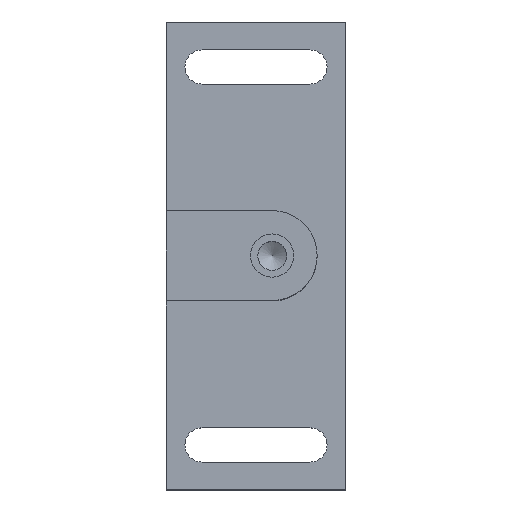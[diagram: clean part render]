
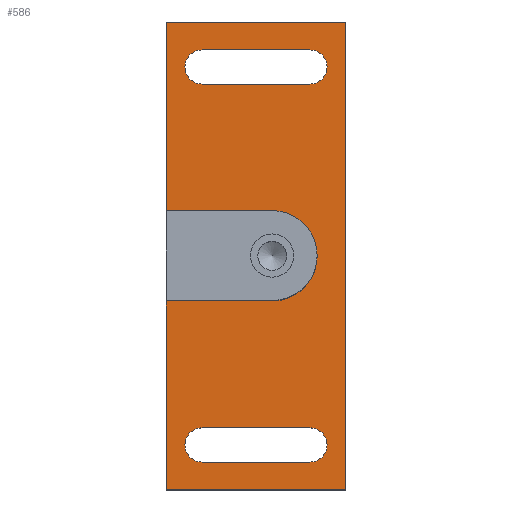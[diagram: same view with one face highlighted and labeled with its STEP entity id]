
A CAD part, top view. The second image highlights one B-rep face of the part: STEP entity #586.
In plain terms, the highlighted planar face has unit normal (0, 0, 1).
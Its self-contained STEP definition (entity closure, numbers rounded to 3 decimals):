
#20=FACE_BOUND('',#101,.T.);
#21=FACE_BOUND('',#102,.T.);
#37=PLANE('',#654);
#66=FACE_OUTER_BOUND('',#100,.T.);
#100=EDGE_LOOP('',(#507,#508,#509,#510,#511,#512,#513,#514));
#101=EDGE_LOOP('',(#515,#516,#517,#518));
#102=EDGE_LOOP('',(#519,#520,#521,#522));
#111=LINE('',#835,#174);
#115=LINE('',#845,#178);
#118=LINE('',#853,#181);
#122=LINE('',#865,#185);
#135=LINE('',#917,#198);
#145=LINE('',#937,#208);
#155=LINE('',#960,#218);
#158=LINE('',#966,#221);
#160=LINE('',#969,#223);
#161=LINE('',#970,#224);
#162=LINE('',#971,#225);
#174=VECTOR('',#673,10.);
#178=VECTOR('',#685,10.);
#181=VECTOR('',#690,10.);
#185=VECTOR('',#702,10.);
#198=VECTOR('',#755,10.);
#208=VECTOR('',#775,10.);
#218=VECTOR('',#791,10.);
#221=VECTOR('',#796,10.);
#223=VECTOR('',#800,10.);
#224=VECTOR('',#801,10.);
#225=VECTOR('',#802,10.);
#235=CIRCLE('',#614,2.375);
#237=CIRCLE('',#618,2.375);
#239=CIRCLE('',#623,2.375);
#241=CIRCLE('',#627,2.375);
#251=CIRCLE('',#643,6.25);
#255=VERTEX_POINT('',#826);
#256=VERTEX_POINT('',#828);
#258=VERTEX_POINT('',#834);
#260=VERTEX_POINT('',#840);
#263=VERTEX_POINT('',#850);
#264=VERTEX_POINT('',#852);
#266=VERTEX_POINT('',#858);
#268=VERTEX_POINT('',#864);
#285=VERTEX_POINT('',#910);
#286=VERTEX_POINT('',#912);
#287=VERTEX_POINT('',#916);
#292=VERTEX_POINT('',#935);
#301=VERTEX_POINT('',#957);
#302=VERTEX_POINT('',#959);
#303=VERTEX_POINT('',#963);
#304=VERTEX_POINT('',#965);
#311=EDGE_CURVE('',#256,#255,#235,.T.);
#314=EDGE_CURVE('',#258,#256,#111,.T.);
#317=EDGE_CURVE('',#260,#258,#237,.T.);
#320=EDGE_CURVE('',#255,#260,#115,.T.);
#323=EDGE_CURVE('',#264,#263,#118,.T.);
#326=EDGE_CURVE('',#266,#264,#239,.T.);
#329=EDGE_CURVE('',#268,#266,#122,.T.);
#332=EDGE_CURVE('',#263,#268,#241,.T.);
#352=EDGE_CURVE('',#285,#286,#251,.F.);
#354=EDGE_CURVE('',#287,#286,#135,.T.);
#365=EDGE_CURVE('',#285,#292,#145,.T.);
#375=EDGE_CURVE('',#302,#301,#155,.T.);
#378=EDGE_CURVE('',#304,#303,#158,.T.);
#380=EDGE_CURVE('',#292,#304,#160,.T.);
#381=EDGE_CURVE('',#303,#302,#161,.T.);
#382=EDGE_CURVE('',#301,#287,#162,.T.);
#507=ORIENTED_EDGE('',*,*,#365,.T.);
#508=ORIENTED_EDGE('',*,*,#380,.T.);
#509=ORIENTED_EDGE('',*,*,#378,.T.);
#510=ORIENTED_EDGE('',*,*,#381,.T.);
#511=ORIENTED_EDGE('',*,*,#375,.T.);
#512=ORIENTED_EDGE('',*,*,#382,.T.);
#513=ORIENTED_EDGE('',*,*,#354,.T.);
#514=ORIENTED_EDGE('',*,*,#352,.F.);
#515=ORIENTED_EDGE('',*,*,#317,.T.);
#516=ORIENTED_EDGE('',*,*,#314,.T.);
#517=ORIENTED_EDGE('',*,*,#311,.T.);
#518=ORIENTED_EDGE('',*,*,#320,.T.);
#519=ORIENTED_EDGE('',*,*,#329,.T.);
#520=ORIENTED_EDGE('',*,*,#326,.T.);
#521=ORIENTED_EDGE('',*,*,#323,.T.);
#522=ORIENTED_EDGE('',*,*,#332,.T.);
#586=ADVANCED_FACE('',(#66,#20,#21),#37,.T.);
#614=AXIS2_PLACEMENT_3D('',#829,#667,#668);
#618=AXIS2_PLACEMENT_3D('',#841,#679,#680);
#623=AXIS2_PLACEMENT_3D('',#859,#696,#697);
#627=AXIS2_PLACEMENT_3D('',#869,#708,#709);
#643=AXIS2_PLACEMENT_3D('',#913,#750,#751);
#654=AXIS2_PLACEMENT_3D('',#968,#798,#799);
#667=DIRECTION('center_axis',(0.,0.,-1.));
#668=DIRECTION('ref_axis',(1.,0.,0.));
#673=DIRECTION('',(1.,0.,0.));
#679=DIRECTION('center_axis',(0.,0.,-1.));
#680=DIRECTION('ref_axis',(1.,0.,0.));
#685=DIRECTION('',(-1.,0.,0.));
#690=DIRECTION('',(-1.,0.,0.));
#696=DIRECTION('center_axis',(0.,0.,-1.));
#697=DIRECTION('ref_axis',(1.,0.,0.));
#702=DIRECTION('',(1.,0.,0.));
#708=DIRECTION('center_axis',(0.,0.,-1.));
#709=DIRECTION('ref_axis',(1.,0.,0.));
#750=DIRECTION('center_axis',(0.,0.,-1.));
#751=DIRECTION('ref_axis',(0.707,-0.707,0.));
#755=DIRECTION('',(1.,0.,0.));
#775=DIRECTION('',(-1.,0.,0.));
#791=DIRECTION('',(-1.,0.,0.));
#796=DIRECTION('',(1.,0.,0.));
#798=DIRECTION('center_axis',(0.,0.,1.));
#799=DIRECTION('ref_axis',(1.,0.,0.));
#800=DIRECTION('',(0.,-1.,0.));
#801=DIRECTION('',(0.,1.,0.));
#802=DIRECTION('',(0.,-1.,0.));
#826=CARTESIAN_POINT('',(7.5,-28.625,13.));
#828=CARTESIAN_POINT('',(7.5,-23.875,13.));
#829=CARTESIAN_POINT('Origin',(7.5,-26.25,13.));
#834=CARTESIAN_POINT('',(-7.5,-23.875,13.));
#835=CARTESIAN_POINT('',(-3.75,-23.875,13.));
#840=CARTESIAN_POINT('',(-7.5,-28.625,13.));
#841=CARTESIAN_POINT('Origin',(-7.5,-26.25,13.));
#845=CARTESIAN_POINT('',(3.75,-28.625,13.));
#850=CARTESIAN_POINT('',(-7.5,23.875,13.));
#852=CARTESIAN_POINT('',(7.5,23.875,13.));
#853=CARTESIAN_POINT('',(3.75,23.875,13.));
#858=CARTESIAN_POINT('',(7.5,28.625,13.));
#859=CARTESIAN_POINT('Origin',(7.5,26.25,13.));
#864=CARTESIAN_POINT('',(-7.5,28.625,13.));
#865=CARTESIAN_POINT('',(-3.75,28.625,13.));
#869=CARTESIAN_POINT('Origin',(-7.5,26.25,13.));
#910=CARTESIAN_POINT('',(2.25,-6.25,13.));
#912=CARTESIAN_POINT('',(2.25,6.25,13.));
#913=CARTESIAN_POINT('Origin',(2.25,0.,13.));
#916=CARTESIAN_POINT('',(-12.5,6.25,13.));
#917=CARTESIAN_POINT('',(-1.,6.25,13.));
#935=CARTESIAN_POINT('',(-12.5,-6.25,13.));
#937=CARTESIAN_POINT('',(-1.,-6.25,13.));
#957=CARTESIAN_POINT('',(-12.5,32.5,13.));
#959=CARTESIAN_POINT('',(12.5,32.5,13.));
#960=CARTESIAN_POINT('',(12.5,32.5,13.));
#963=CARTESIAN_POINT('',(12.5,-32.5,13.));
#965=CARTESIAN_POINT('',(-12.5,-32.5,13.));
#966=CARTESIAN_POINT('',(-12.5,-32.5,13.));
#968=CARTESIAN_POINT('Origin',(0.,0.,13.));
#969=CARTESIAN_POINT('',(-12.5,32.5,13.));
#970=CARTESIAN_POINT('',(12.5,-32.5,13.));
#971=CARTESIAN_POINT('',(-12.5,32.5,13.));
